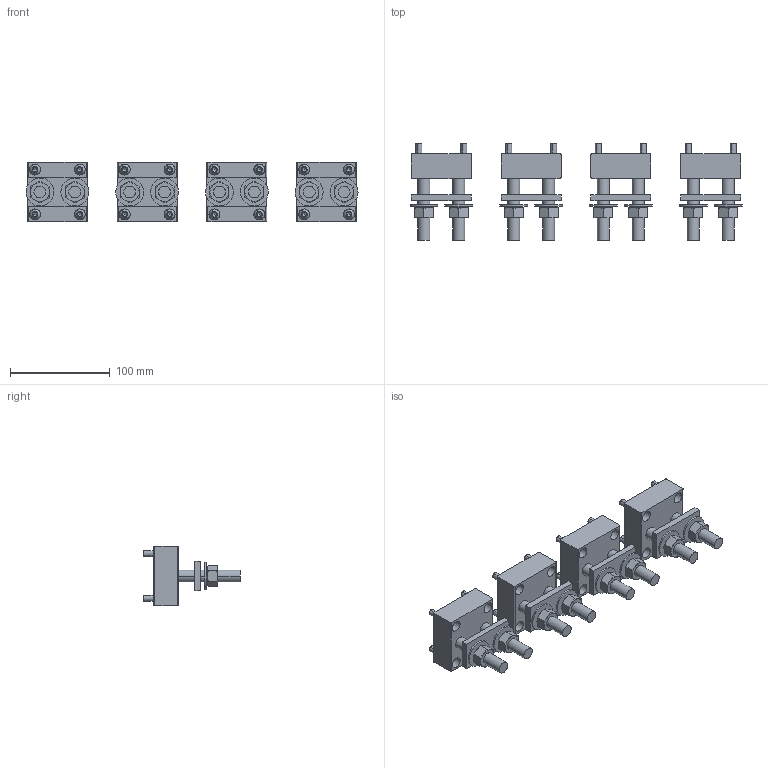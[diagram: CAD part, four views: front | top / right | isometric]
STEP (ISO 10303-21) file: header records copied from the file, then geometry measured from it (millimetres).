
FILE_DESCRIPTION(('CATIA V5 STEP Exchange'),'2;1');
FILE_NAME('1SDH001252R0442_E2.2_IV_W_FLAT_TERM_2500A_LOWER_N0777.stp','2016-08-04T12:10:03+00:00',('none'),('none'),'CATIA Version 5 Release 20 SP 6 (IN-10)','CATIA V5 STEP AP203','none');
FILE_SCHEMA(('CONFIG_CONTROL_DESIGN'));
Length unit declared in the file: millimetre
Products named in the file (1): 1SDH001252R0442_1PA_001_00_E2.2_IV_W_FLAT_TERM_2500A_LOWER_N0777
Bounding box: 332.99 x 97.1 x 60 mm (x, y, z)
Volume: 451343.1 mm3; surface area: 125951.7 mm2
Topology: 16 solids, 16 shells, 832 faces, 1984 edges, 1296 vertices
Faces by surface type: plane 432, cylinder 304, cone 64, sphere 32
Entity records: 23788 total; most frequent: CARTESIAN_POINT 6205, ORIENTED_EDGE 3904, DIRECTION 2776, EDGE_CURVE 1952, VERTEX_POINT 1296, AXIS2_PLACEMENT_3D 1293, EDGE_LOOP 1008, VECTOR 896
